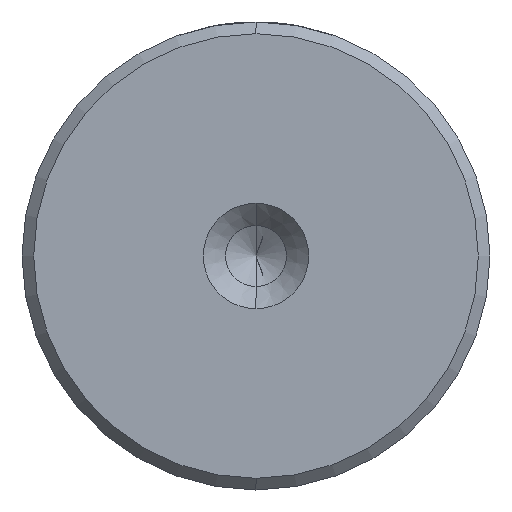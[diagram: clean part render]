
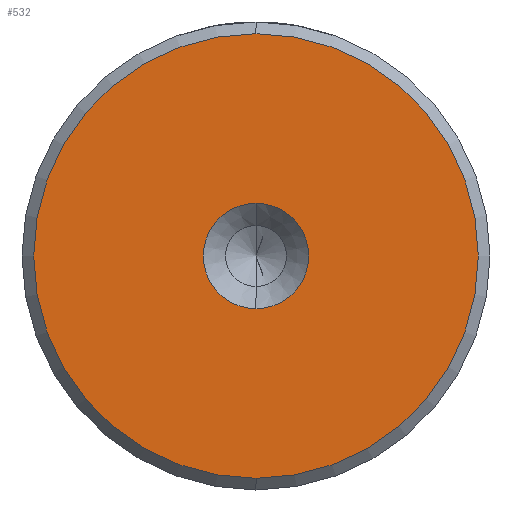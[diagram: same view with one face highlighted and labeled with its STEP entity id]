
A CAD part, left-side view. The second image highlights one B-rep face of the part: STEP entity #532.
In plain terms, the highlighted planar face has unit normal (-1, 0, 0).
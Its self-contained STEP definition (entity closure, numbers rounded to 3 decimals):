
#18 = AXIS2_PLACEMENT_3D ( 'NONE', #2311, #1224, #84 ) ;
#24 = ORIENTED_EDGE ( 'NONE', *, *, #1248, .T. ) ;
#84 = DIRECTION ( 'NONE',  ( 0., 0., 1. ) ) ;
#90 = VERTEX_POINT ( 'NONE', #257 ) ;
#184 = VERTEX_POINT ( 'NONE', #1801 ) ;
#238 = DIRECTION ( 'NONE',  ( 0., 0., 1. ) ) ;
#257 = CARTESIAN_POINT ( 'NONE',  ( 0., 0., 9.5 ) ) ;
#303 = CARTESIAN_POINT ( 'NONE',  ( 0., 0., -2.25 ) ) ;
#311 = ORIENTED_EDGE ( 'NONE', *, *, #350, .T. ) ;
#334 = FACE_BOUND ( 'NONE', #1239, .T. ) ;
#350 = EDGE_CURVE ( 'NONE', #184, #90, #579, .T. ) ;
#390 = DIRECTION ( 'NONE',  ( -1., 0., 0. ) ) ;
#476 = AXIS2_PLACEMENT_3D ( 'NONE', #1179, #390, #238 ) ;
#532 = ADVANCED_FACE ( 'NONE', ( #1696, #334 ), #1300, .T. ) ;
#574 = DIRECTION ( 'NONE',  ( -1., 0., 0. ) ) ;
#579 = CIRCLE ( 'NONE', #899, 9.5 ) ;
#899 = AXIS2_PLACEMENT_3D ( 'NONE', #1464, #1246, #924 ) ;
#924 = DIRECTION ( 'NONE',  ( 0., 0., 1. ) ) ;
#931 = CARTESIAN_POINT ( 'NONE',  ( 0., 0., 0. ) ) ;
#936 = CIRCLE ( 'NONE', #18, 9.5 ) ;
#965 = CARTESIAN_POINT ( 'NONE',  ( 0., 0., 2.25 ) ) ;
#1004 = VERTEX_POINT ( 'NONE', #965 ) ;
#1113 = DIRECTION ( 'NONE',  ( 0., 0., 1. ) ) ;
#1179 = CARTESIAN_POINT ( 'NONE',  ( 0., 0., 0. ) ) ;
#1224 = DIRECTION ( 'NONE',  ( -1., 0., 0. ) ) ;
#1239 = EDGE_LOOP ( 'NONE', ( #2014, #1500 ) ) ;
#1246 = DIRECTION ( 'NONE',  ( -1., 0., 0. ) ) ;
#1248 = EDGE_CURVE ( 'NONE', #90, #184, #936, .T. ) ;
#1300 = PLANE ( 'NONE',  #476 ) ;
#1464 = CARTESIAN_POINT ( 'NONE',  ( 0., 0., 0. ) ) ;
#1472 = EDGE_CURVE ( 'NONE', #1004, #1778, #1624, .T. ) ;
#1500 = ORIENTED_EDGE ( 'NONE', *, *, #2034, .F. ) ;
#1520 = EDGE_LOOP ( 'NONE', ( #311, #24 ) ) ;
#1624 = CIRCLE ( 'NONE', #2011, 2.25 ) ;
#1669 = CARTESIAN_POINT ( 'NONE',  ( 0., 0., 0. ) ) ;
#1696 = FACE_OUTER_BOUND ( 'NONE', #1520, .T. ) ;
#1778 = VERTEX_POINT ( 'NONE', #303 ) ;
#1801 = CARTESIAN_POINT ( 'NONE',  ( 0., 0., -9.5 ) ) ;
#1853 = DIRECTION ( 'NONE',  ( 0., 0., 1. ) ) ;
#2001 = CIRCLE ( 'NONE', #2174, 2.25 ) ;
#2011 = AXIS2_PLACEMENT_3D ( 'NONE', #931, #2208, #1113 ) ;
#2014 = ORIENTED_EDGE ( 'NONE', *, *, #1472, .F. ) ;
#2034 = EDGE_CURVE ( 'NONE', #1778, #1004, #2001, .T. ) ;
#2174 = AXIS2_PLACEMENT_3D ( 'NONE', #1669, #574, #1853 ) ;
#2208 = DIRECTION ( 'NONE',  ( -1., 0., 0. ) ) ;
#2311 = CARTESIAN_POINT ( 'NONE',  ( 0., 0., 0. ) ) ;
